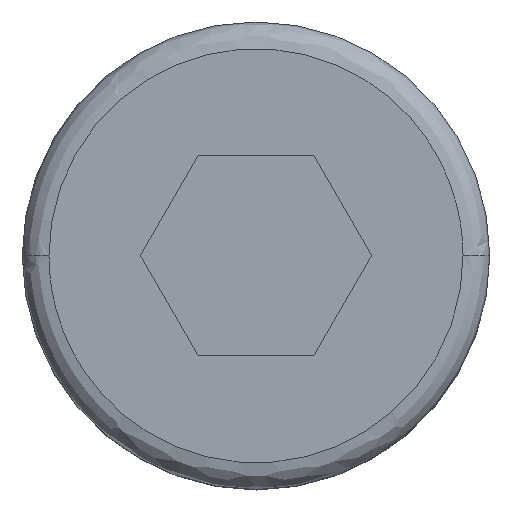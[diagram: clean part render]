
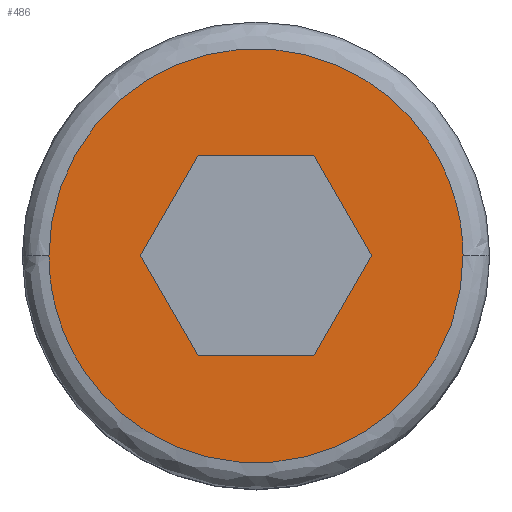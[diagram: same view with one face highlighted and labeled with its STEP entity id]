
A CAD part, top view. The second image highlights one B-rep face of the part: STEP entity #486.
In plain terms, the highlighted planar face has unit normal (0, 0, 1).
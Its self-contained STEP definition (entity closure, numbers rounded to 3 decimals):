
#2 = LINE ( 'NONE', #410, #389 ) ;
#6 = CARTESIAN_POINT ( 'NONE',  ( 3.1, 0., 4. ) ) ;
#8 = CARTESIAN_POINT ( 'NONE',  ( -3.1, 0., 4. ) ) ;
#12 = CARTESIAN_POINT ( 'NONE',  ( 3.1, 0., 4. ) ) ;
#16 = EDGE_CURVE ( 'NONE', #19, #538, #406, .T. ) ;
#19 = VERTEX_POINT ( 'NONE', #201 ) ;
#28 = ORIENTED_EDGE ( 'NONE', *, *, #283, .T. ) ;
#51 = DIRECTION ( 'NONE',  ( 1., 0., 0. ) ) ;
#53 = CARTESIAN_POINT ( 'NONE',  ( -3.1, 6.2, 4. ) ) ;
#56 = EDGE_CURVE ( 'NONE', #294, #189, #678, .T. ) ;
#58 = CARTESIAN_POINT ( 'NONE',  ( 3.1, 6.2, 4. ) ) ;
#78 = CARTESIAN_POINT ( 'NONE',  ( -3.1, -6.2, 4. ) ) ;
#85 = DIRECTION ( 'NONE',  ( 0., 0., 1. ) ) ;
#89 = CARTESIAN_POINT ( 'NONE',  ( 1.299, 0.75, 4. ) ) ;
#92 = VERTEX_POINT ( 'NONE', #685 ) ;
#96 = VECTOR ( 'NONE', #299, 1000. ) ;
#102 = CARTESIAN_POINT ( 'NONE',  ( 3.1, 0., 4. ) ) ;
#105 = LINE ( 'NONE', #197, #144 ) ;
#114 = CARTESIAN_POINT ( 'NONE',  ( 0., 1.5, 4. ) ) ;
#122 = EDGE_LOOP ( 'NONE', ( #585, #28, #549, #564, #691, #224 ) ) ;
#144 = VECTOR ( 'NONE', #569, 1000. ) ;
#148 = DIRECTION ( 'NONE',  ( -0.5, 0.866, 0. ) ) ;
#149 = DIRECTION ( 'NONE',  ( -0.5, -0.866, 0. ) ) ;
#189 = VERTEX_POINT ( 'NONE', #6 ) ;
#197 = CARTESIAN_POINT ( 'NONE',  ( 0., -1.5, 4. ) ) ;
#201 = CARTESIAN_POINT ( 'NONE',  ( -0.866, -1.5, 4. ) ) ;
#224 = ORIENTED_EDGE ( 'NONE', *, *, #510, .T. ) ;
#257 = FACE_BOUND ( 'NONE', #122, .T. ) ;
#260 = CARTESIAN_POINT ( 'NONE',  ( -1.299, -0.75, 4. ) ) ;
#283 = EDGE_CURVE ( 'NONE', #538, #475, #342, .T. ) ;
#294 = VERTEX_POINT ( 'NONE', #8 ) ;
#298 = AXIS2_PLACEMENT_3D ( 'NONE', #403, #85, #460 ) ;
#299 = DIRECTION ( 'NONE',  ( 0.5, -0.866, 0. ) ) ;
#304 = FACE_OUTER_BOUND ( 'NONE', #524, .T. ) ;
#307 = CARTESIAN_POINT ( 'NONE',  ( -0.866, 1.5, 4. ) ) ;
#315 = CARTESIAN_POINT ( 'NONE',  ( -3.1, 0., 4. ) ) ;
#326 = CARTESIAN_POINT ( 'NONE',  ( -1.732, 0., 4. ) ) ;
#342 = LINE ( 'NONE', #326, #575 ) ;
#346 = PLANE ( 'NONE',  #298 ) ;
#389 = VECTOR ( 'NONE', #149, 1000. ) ;
#394 = EDGE_CURVE ( 'NONE', #189, #294, #469, .T. ) ;
#403 = CARTESIAN_POINT ( 'NONE',  ( 1.55, 0., 4. ) ) ;
#406 = LINE ( 'NONE', #260, #515 ) ;
#410 = CARTESIAN_POINT ( 'NONE',  ( 1.299, -0.75, 4. ) ) ;
#426 = ORIENTED_EDGE ( 'NONE', *, *, #394, .F. ) ;
#438 = VERTEX_POINT ( 'NONE', #512 ) ;
#460 = DIRECTION ( 'NONE',  ( 1., 0., 0. ) ) ;
#462 = EDGE_CURVE ( 'NONE', #438, #92, #532, .T. ) ;
#465 = EDGE_CURVE ( 'NONE', #92, #649, #2, .T. ) ;
#469 =( BOUNDED_CURVE ( )  B_SPLINE_CURVE ( 3, ( #12, #561, #78, #666 ),
 .UNSPECIFIED., .F., .F. ) 
 B_SPLINE_CURVE_WITH_KNOTS ( ( 4, 4 ),
 ( 0., 0.5 ),
 .UNSPECIFIED. ) 
 CURVE ( )  GEOMETRIC_REPRESENTATION_ITEM ( )  RATIONAL_B_SPLINE_CURVE ( ( 1., 0.333, 0.333, 1. ) ) 
 REPRESENTATION_ITEM ( '' )  );
#475 = VERTEX_POINT ( 'NONE', #307 ) ;
#486 = ADVANCED_FACE ( 'NONE', ( #304, #257 ), #346, .T. ) ;
#499 = LINE ( 'NONE', #114, #645 ) ;
#510 = EDGE_CURVE ( 'NONE', #649, #19, #105, .T. ) ;
#512 = CARTESIAN_POINT ( 'NONE',  ( 0.866, 1.5, 4. ) ) ;
#515 = VECTOR ( 'NONE', #148, 1000. ) ;
#524 = EDGE_LOOP ( 'NONE', ( #426, #578 ) ) ;
#527 = CARTESIAN_POINT ( 'NONE',  ( -1.732, 0., 4. ) ) ;
#532 = LINE ( 'NONE', #89, #96 ) ;
#538 = VERTEX_POINT ( 'NONE', #527 ) ;
#549 = ORIENTED_EDGE ( 'NONE', *, *, #662, .T. ) ;
#552 = DIRECTION ( 'NONE',  ( 0.5, 0.866, 0. ) ) ;
#561 = CARTESIAN_POINT ( 'NONE',  ( 3.1, -6.2, 4. ) ) ;
#564 = ORIENTED_EDGE ( 'NONE', *, *, #462, .T. ) ;
#569 = DIRECTION ( 'NONE',  ( -1., 0., 0. ) ) ;
#575 = VECTOR ( 'NONE', #552, 1000. ) ;
#578 = ORIENTED_EDGE ( 'NONE', *, *, #56, .F. ) ;
#585 = ORIENTED_EDGE ( 'NONE', *, *, #16, .T. ) ;
#645 = VECTOR ( 'NONE', #51, 1000. ) ;
#649 = VERTEX_POINT ( 'NONE', #652 ) ;
#652 = CARTESIAN_POINT ( 'NONE',  ( 0.866, -1.5, 4. ) ) ;
#662 = EDGE_CURVE ( 'NONE', #475, #438, #499, .T. ) ;
#666 = CARTESIAN_POINT ( 'NONE',  ( -3.1, 0., 4. ) ) ;
#678 =( BOUNDED_CURVE ( )  B_SPLINE_CURVE ( 3, ( #315, #53, #58, #102 ),
 .UNSPECIFIED., .F., .F. ) 
 B_SPLINE_CURVE_WITH_KNOTS ( ( 4, 4 ),
 ( 0.5, 1. ),
 .UNSPECIFIED. ) 
 CURVE ( )  GEOMETRIC_REPRESENTATION_ITEM ( )  RATIONAL_B_SPLINE_CURVE ( ( 1., 0.333, 0.333, 1. ) ) 
 REPRESENTATION_ITEM ( '' )  );
#685 = CARTESIAN_POINT ( 'NONE',  ( 1.732, 0., 4. ) ) ;
#691 = ORIENTED_EDGE ( 'NONE', *, *, #465, .T. ) ;
